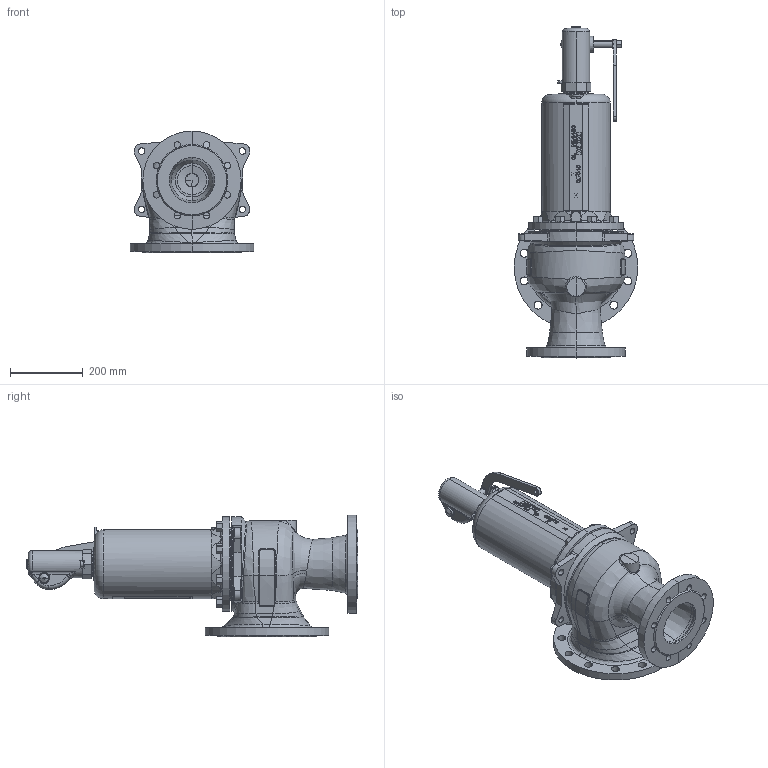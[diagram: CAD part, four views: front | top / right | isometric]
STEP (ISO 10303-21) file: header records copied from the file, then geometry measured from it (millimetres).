
FILE_DESCRIPTION((''),'2;1');
FILE_NAME('10001109481_G3D_000_ASM','2023-08-29T11:52:43',('SchmidtJ'),(''),'CREO PARAMETRIC BY PTC INC, 2020414','CREO PARAMETRIC BY PTC INC, 2020414','');
FILE_SCHEMA(('CONFIG_CONTROL_DESIGN'));
Products named in the file (9): 10000493195_G3D_000; 10000493196_G3D_000; 10000493197_G3D_000; 10000455718_G3D_000; 10000455719_G3D_000; 10000455720_G3D_000; 10000455721_G3D_000; 10000455717_G3D_000_ASM; 10001109481_G3D_000_ASM
Assembly tree (15 placements, depth 3):
  10001109481_G3D_000_ASM
    10000493195_G3D_000
    10000493196_G3D_000
    10000493197_G3D_000  x8
    10000455717_G3D_000_ASM
      10000455718_G3D_000
      10000455719_G3D_000
      10000455720_G3D_000
      10000455721_G3D_000
Bounding box: 340 x 912.5 x 335 mm (x, y, z)
Volume: 9795131.1 mm3; surface area: 1508820.1 mm2
Topology: 14 solids, 17 shells, 1645 faces, 4247 edges, 2657 vertices
Faces by surface type: plane 769, cylinder 319, bspline 278, cone 214, torus 59, sphere 4, extrusion 2
Entity records: 62923 total; most frequent: CARTESIAN_POINT 29433, ORIENTED_EDGE 7534, DIRECTION 5972, EDGE_CURVE 3775, VERTEX_POINT 2377, VECTOR 2064, LINE 2062, AXIS2_PLACEMENT_3D 1954
